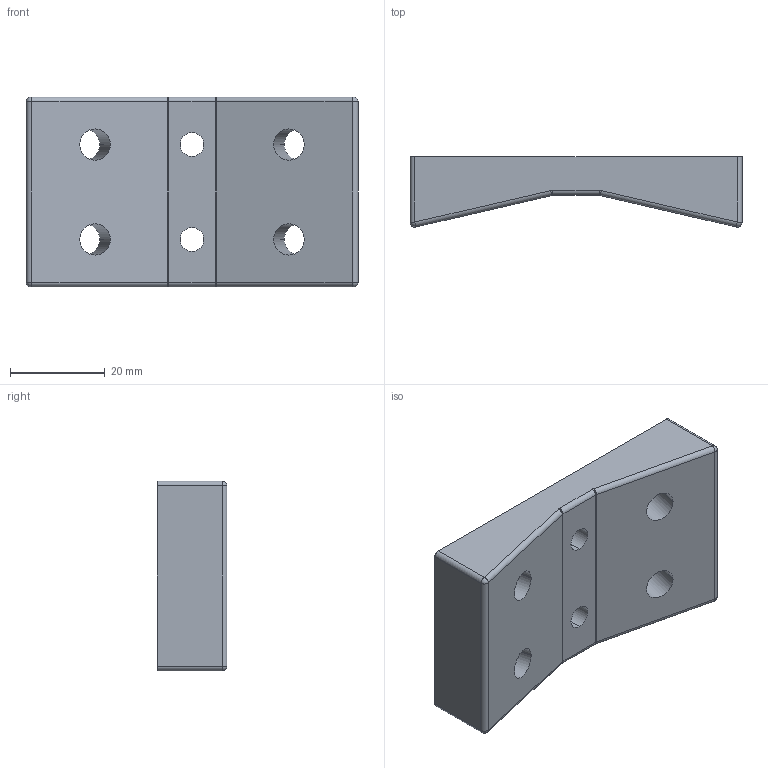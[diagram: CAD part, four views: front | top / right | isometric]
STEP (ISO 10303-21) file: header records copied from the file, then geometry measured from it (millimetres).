
FILE_DESCRIPTION (( 'STEP AP214' ), '1' );
FILE_NAME ('Block_Holder.STEP', '2019-04-13T16:47:35', ( '' ), ( '' ), 'SwSTEP 2.0', 'SolidWorks 2012', '' );
FILE_SCHEMA (( 'AUTOMOTIVE_DESIGN' ));
Length unit declared in the file: millimetre
Products named in the file (1): Block_Holder
Bounding box: 70 x 14.74 x 40 mm (x, y, z)
Volume: 27897 mm3; surface area: 9328 mm2
Topology: 1 solids, 1 shells, 54 faces, 132 edges, 80 vertices
Faces by surface type: cylinder 34, plane 12, sphere 4, torus 4
Entity records: 1590 total; most frequent: DIRECTION 290, CARTESIAN_POINT 279, ORIENTED_EDGE 248, EDGE_CURVE 124, AXIS2_PLACEMENT_3D 119, VERTEX_POINT 76, EDGE_LOOP 70, CIRCLE 64
